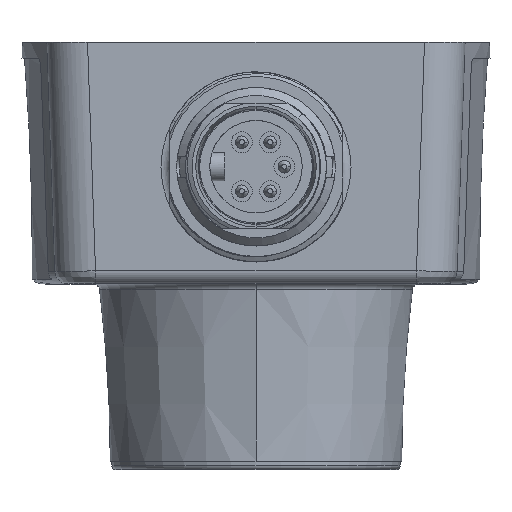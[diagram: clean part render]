
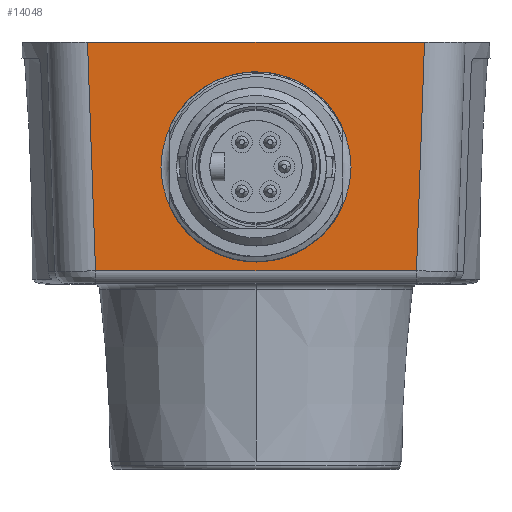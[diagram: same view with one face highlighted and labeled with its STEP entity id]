
A CAD part, top view. The second image highlights one B-rep face of the part: STEP entity #14048.
In plain terms, the highlighted planar face has unit normal (0, 0, 1).
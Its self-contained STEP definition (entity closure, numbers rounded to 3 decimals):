
#14=DIRECTION('',(-1.,0.,0.));
#15=VECTOR('',#14,53.192);
#16=CARTESIAN_POINT('',(26.596,38.1,0.));
#17=LINE('',#16,#15);
#518=DIRECTION('',(-1.,0.,0.));
#519=VECTOR('',#518,50.671);
#520=CARTESIAN_POINT('',(25.335,2.,0.));
#521=LINE('',#520,#519);
#1805=CARTESIAN_POINT('',(-26.596,38.1,0.));
#1807=DIRECTION('',(0.035,-0.999,0.));
#1808=VECTOR('',#1807,36.122);
#1809=CARTESIAN_POINT('',(-26.596,38.1,0.));
#1810=LINE('',#1809,#1808);
#1811=CARTESIAN_POINT('',(0.,18.4,0.));
#1812=DIRECTION('',(0.,0.,1.));
#1813=DIRECTION('',(0.,1.,0.));
#1814=AXIS2_PLACEMENT_3D('',#1811,#1812,#1813);
#1816=CARTESIAN_POINT('',(0.,18.4,0.));
#1817=DIRECTION('',(0.,0.,1.));
#1818=DIRECTION('',(0.,-1.,0.));
#1819=AXIS2_PLACEMENT_3D('',#1816,#1817,#1818);
#1821=DIRECTION('',(-0.035,-0.999,0.));
#1822=VECTOR('',#1821,36.122);
#1823=CARTESIAN_POINT('',(26.596,38.1,0.));
#1824=LINE('',#1823,#1822);
#1825=CARTESIAN_POINT('',(26.596,38.1,0.));
#10694=CARTESIAN_POINT('',(25.335,2.,0.));
#10695=CARTESIAN_POINT('',(-25.335,2.,0.));
#10696=VERTEX_POINT('',#10694);
#10697=VERTEX_POINT('',#10695);
#10698=VERTEX_POINT('',#1825);
#10699=VERTEX_POINT('',#1805);
#10931=CARTESIAN_POINT('',(0.,33.399,0.));
#10932=CARTESIAN_POINT('',(0.,3.401,0.));
#10933=VERTEX_POINT('',#10931);
#10934=VERTEX_POINT('',#10932);
#14030=CARTESIAN_POINT('',(-33.,38.1,0.));
#14031=DIRECTION('',(0.,0.,1.));
#14032=DIRECTION('',(1.,0.,0.));
#14033=AXIS2_PLACEMENT_3D('',#14030,#14031,#14032);
#14034=PLANE('',#14033);
#14035=ORIENTED_EDGE('',*,*,#12460,.T.);
#14036=ORIENTED_EDGE('',*,*,#14025,.F.);
#14037=ORIENTED_EDGE('',*,*,#11986,.F.);
#14039=ORIENTED_EDGE('',*,*,#14038,.T.);
#14040=EDGE_LOOP('',(#14035,#14036,#14037,#14039));
#14041=FACE_OUTER_BOUND('',#14040,.F.);
#14043=ORIENTED_EDGE('',*,*,#14042,.T.);
#14045=ORIENTED_EDGE('',*,*,#14044,.T.);
#14046=EDGE_LOOP('',(#14043,#14045));
#14047=FACE_BOUND('',#14046,.F.);
#14048=ADVANCED_FACE('',(#14041,#14047),#14034,.T.);
#1815=CIRCLE('',#1814,14.999);
#1820=CIRCLE('',#1819,14.999);
#11986=EDGE_CURVE('',#10698,#10699,#17,.T.);
#12460=EDGE_CURVE('',#10696,#10697,#521,.T.);
#14025=EDGE_CURVE('',#10699,#10697,#1810,.T.);
#14038=EDGE_CURVE('',#10698,#10696,#1824,.T.);
#14042=EDGE_CURVE('',#10933,#10934,#1815,.T.);
#14044=EDGE_CURVE('',#10934,#10933,#1820,.T.);
